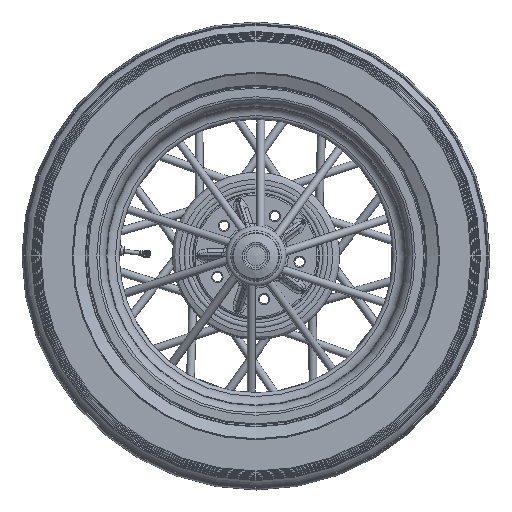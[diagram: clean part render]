
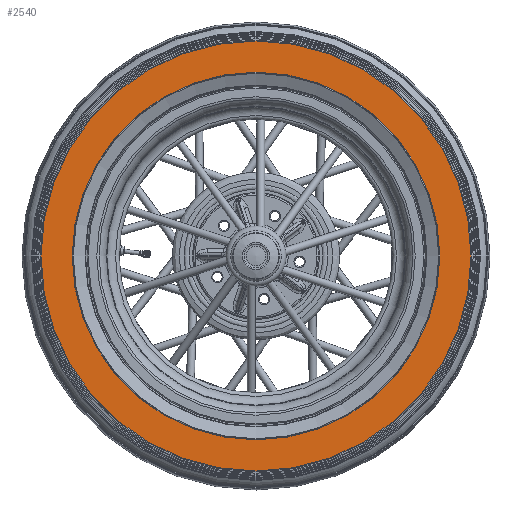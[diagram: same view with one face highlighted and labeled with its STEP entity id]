
A CAD part, left-side view. The second image highlights one B-rep face of the part: STEP entity #2540.
In plain terms, the highlighted planar face has unit normal (-1, 0, 0).
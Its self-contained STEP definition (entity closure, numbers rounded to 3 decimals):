
#2518 = EDGE_CURVE('',#2519,#2519,#2521,.T.);
#2519 = VERTEX_POINT('',#2520);
#2520 = CARTESIAN_POINT('',(-22.788,2.528,-113.83));
#2521 = CIRCLE('',#2522,113.83);
#2522 = AXIS2_PLACEMENT_3D('',#2523,#2524,#2525);
#2523 = CARTESIAN_POINT('',(-22.788,2.528,0.)
  );
#2524 = DIRECTION('',(-1.,0.,0.));
#2525 = DIRECTION('',(0.,0.,1.));
#2540 = ADVANCED_FACE('',(#2541,#2544),#2555,.T.);
#2541 = FACE_BOUND('',#2542,.T.);
#2542 = EDGE_LOOP('',(#2543));
#2543 = ORIENTED_EDGE('',*,*,#2518,.T.);
#2544 = FACE_BOUND('',#2545,.T.);
#2545 = EDGE_LOOP('',(#2546));
#2546 = ORIENTED_EDGE('',*,*,#2547,.F.);
#2547 = EDGE_CURVE('',#2548,#2548,#2550,.T.);
#2548 = VERTEX_POINT('',#2549);
#2549 = CARTESIAN_POINT('',(-22.788,2.528,-97.343));
#2550 = CIRCLE('',#2551,97.343);
#2551 = AXIS2_PLACEMENT_3D('',#2552,#2553,#2554);
#2552 = CARTESIAN_POINT('',(-22.788,2.528,0.)
  );
#2553 = DIRECTION('',(-1.,0.,0.));
#2554 = DIRECTION('',(0.,0.,1.));
#2555 = PLANE('',#2556);
#2556 = AXIS2_PLACEMENT_3D('',#2557,#2558,#2559);
#2557 = CARTESIAN_POINT('',(-22.788,99.871,
    0.));
#2558 = DIRECTION('',(-1.,0.,0.));
#2559 = DIRECTION('',(0.,0.,1.));
